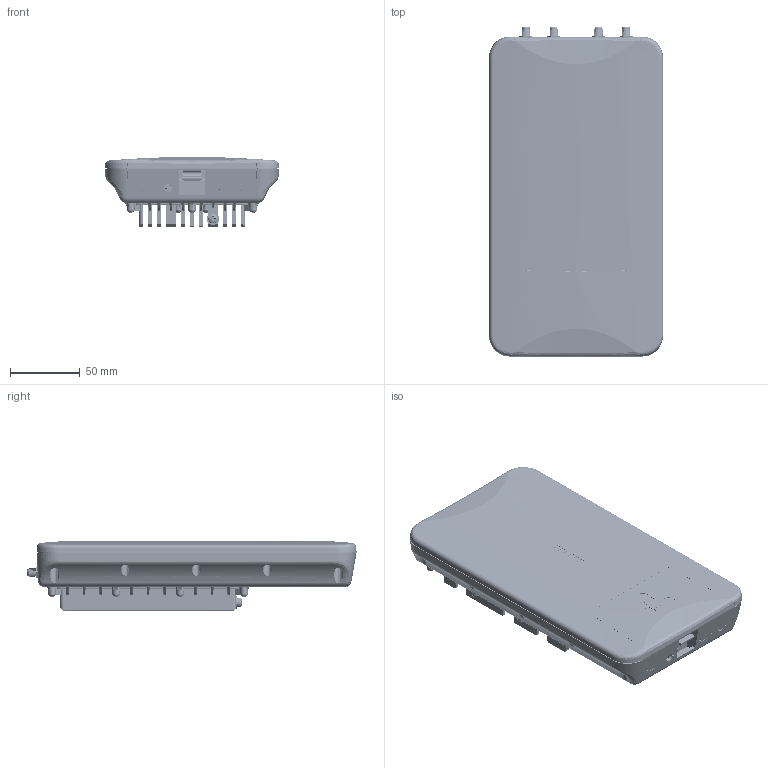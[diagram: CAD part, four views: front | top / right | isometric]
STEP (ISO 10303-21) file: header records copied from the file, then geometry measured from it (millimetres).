
FILE_DESCRIPTION (( 'STEP AP214' ), '1' );
FILE_NAME ('3D-model WOP-20L.STEP', '2023-03-13T02:53:28', ( '' ), ( '' ), 'SwSTEP 2.0', 'SolidWorks 2021', '' );
FILE_SCHEMA (( 'AUTOMOTIVE_DESIGN' ));
Length unit declared in the file: millimetre
Products named in the file (16): WOP-3ax(2).203_WOP-3ax(2).203; WOP-3ax(2).200; WOP-20L(1).022; DIN7981 2.9_DIN7981 2,9x9,5; WOP-2L rev.B.001; PEM BSO-M3_PEM BSOS-M3-6; WOP-3ax(2).202_WOP-3ax(2).202; XRF197014_XRF197014_v2; Plate wop20l (2v2); LOGOTIP_ELTEX_LOGOTIP_ELTEX; REPER_REPER; CX6_5Y6_5D3_2_CX6_5Y6_5D3_2; WOP-3ax(2).201_WOP-3ax(2).201; 3D-model WOP-20L; WOP-20L(1).020; Luchang Metric Screw M4-10_Luchang Metric Screw M4-10
Assembly tree (51 placements, depth 3):
  LOGOTIP_ELTEX_LOGOTIP_ELTEX
  3D-model WOP-20L
    Plate wop20l (2v2)
      CX6_5Y6_5D3_2_CX6_5Y6_5D3_2  x11
      XRF197014_XRF197014_v2  x4
      REPER_REPER  x2
    WOP-3ax(2).200
      WOP-3ax(2).201_WOP-3ax(2).201
      WOP-3ax(2).202_WOP-3ax(2).202
      WOP-3ax(2).203_WOP-3ax(2).203
    WOP-20L(1).020
      WOP-20L(1).022
      PEM BSO-M3_PEM BSOS-M3-6  x13
    WOP-2L rev.B.001
    DIN7981 2.9_DIN7981 2,9x9,5  x12
    Luchang Metric Screw M4-10_Luchang Metric Screw M4-10
Bounding box: 125 x 236.55 x 50.4 mm (x, y, z)
Volume: 354816.2 mm3; surface area: 269368.5 mm2
Topology: 62 solids, 62 shells, 7099 faces, 18004 edges, 11109 vertices
Faces by surface type: plane 2539, cylinder 2140, cone 1404, bspline 863, torus 103, sphere 50
Entity records: 237132 total; most frequent: CARTESIAN_POINT 135685, ORIENTED_EDGE 23936, DIRECTION 17603, EDGE_CURVE 11968, VERTEX_POINT 7621, AXIS2_PLACEMENT_3D 6032, VECTOR 5539, LINE 5539
